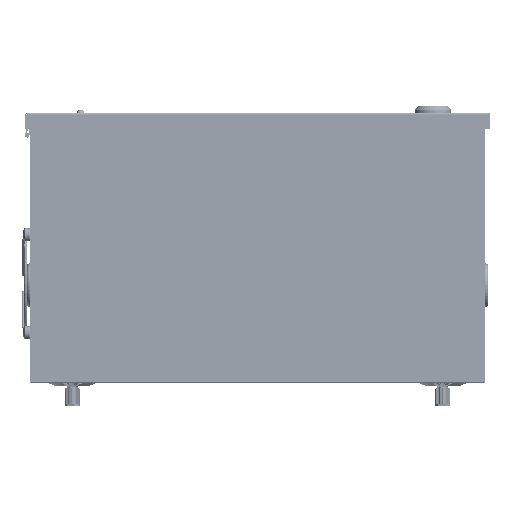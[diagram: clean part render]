
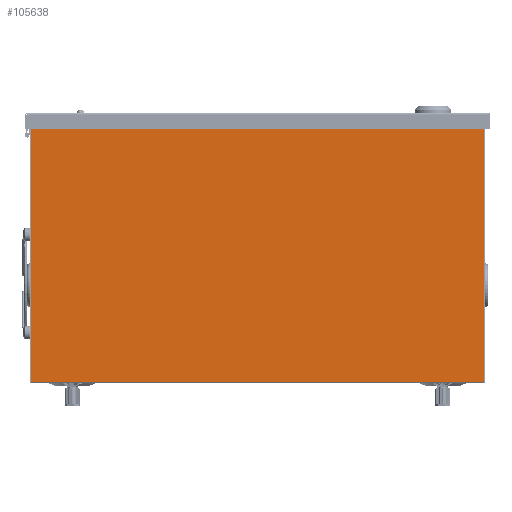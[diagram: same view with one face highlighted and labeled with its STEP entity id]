
A CAD part, front view. The second image highlights one B-rep face of the part: STEP entity #105638.
In plain terms, the highlighted planar face has unit normal (0, -1, 0).
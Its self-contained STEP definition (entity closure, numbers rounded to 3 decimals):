
#6017 = CARTESIAN_POINT ( 'NONE',  ( -138.6, -194.5, 0. ) ) ;
#6557 = DIRECTION ( 'NONE',  ( 0., 1., 0. ) ) ;
#18236 = EDGE_LOOP ( 'NONE', ( #83133, #18796, #59230, #114621 ) ) ;
#18730 = CARTESIAN_POINT ( 'NONE',  ( 138.6, -194.5, 0. ) ) ;
#18796 = ORIENTED_EDGE ( 'NONE', *, *, #19827, .T. ) ;
#19827 = EDGE_CURVE ( 'NONE', #232829, #70759, #101564, .T. ) ;
#20413 = EDGE_CURVE ( 'NONE', #217160, #232829, #101896, .T. ) ;
#20607 = EDGE_CURVE ( 'NONE', #229267, #70759, #113091, .T. ) ;
#27702 = VECTOR ( 'NONE', #83037, 1000. ) ;
#33873 = DIRECTION ( 'NONE',  ( 0., 0., 1. ) ) ;
#43235 = VECTOR ( 'NONE', #53974, 1000. ) ;
#43736 = DIRECTION ( 'NONE',  ( 0., 0., -1. ) ) ;
#53974 = DIRECTION ( 'NONE',  ( -1., 0., 0. ) ) ;
#59230 = ORIENTED_EDGE ( 'NONE', *, *, #20607, .F. ) ;
#60980 = CARTESIAN_POINT ( 'NONE',  ( -138.6, -194.5, 0.1 ) ) ;
#62079 = CARTESIAN_POINT ( 'NONE',  ( 138.6, -194.5, 161.2 ) ) ;
#62461 = VECTOR ( 'NONE', #33873, 1000. ) ;
#64151 = CARTESIAN_POINT ( 'NONE',  ( 138.6, -194.5, 161.2 ) ) ;
#65618 = CARTESIAN_POINT ( 'NONE',  ( 0., -194.5, 0. ) ) ;
#70759 = VERTEX_POINT ( 'NONE', #60980 ) ;
#72836 = CARTESIAN_POINT ( 'NONE',  ( -138.6, -194.5, 0.1 ) ) ;
#83037 = DIRECTION ( 'NONE',  ( -1., 0., 0. ) ) ;
#83133 = ORIENTED_EDGE ( 'NONE', *, *, #20413, .T. ) ;
#97698 = AXIS2_PLACEMENT_3D ( 'NONE', #65618, #6557, #160135 ) ;
#101564 = LINE ( 'NONE', #6017, #184414 ) ;
#101896 = LINE ( 'NONE', #64151, #27702 ) ;
#102881 = CARTESIAN_POINT ( 'NONE',  ( 138.6, -194.5, 0.1 ) ) ;
#105638 = ADVANCED_FACE ( 'NONE', ( #197984 ), #179033, .F. ) ;
#113091 = LINE ( 'NONE', #72836, #43235 ) ;
#114621 = ORIENTED_EDGE ( 'NONE', *, *, #196951, .T. ) ;
#149634 = LINE ( 'NONE', #18730, #62461 ) ;
#160135 = DIRECTION ( 'NONE',  ( 0., 0., 1. ) ) ;
#176246 = CARTESIAN_POINT ( 'NONE',  ( -138.6, -194.5, 161.2 ) ) ;
#179033 = PLANE ( 'NONE',  #97698 ) ;
#184414 = VECTOR ( 'NONE', #43736, 1000. ) ;
#196951 = EDGE_CURVE ( 'NONE', #229267, #217160, #149634, .T. ) ;
#197984 = FACE_OUTER_BOUND ( 'NONE', #18236, .T. ) ;
#217160 = VERTEX_POINT ( 'NONE', #62079 ) ;
#229267 = VERTEX_POINT ( 'NONE', #102881 ) ;
#232829 = VERTEX_POINT ( 'NONE', #176246 ) ;
